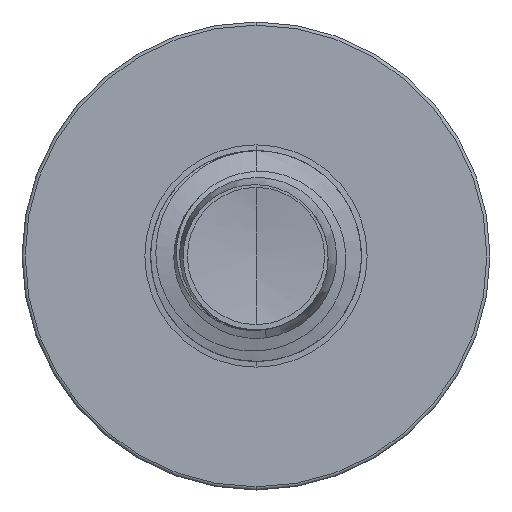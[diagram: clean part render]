
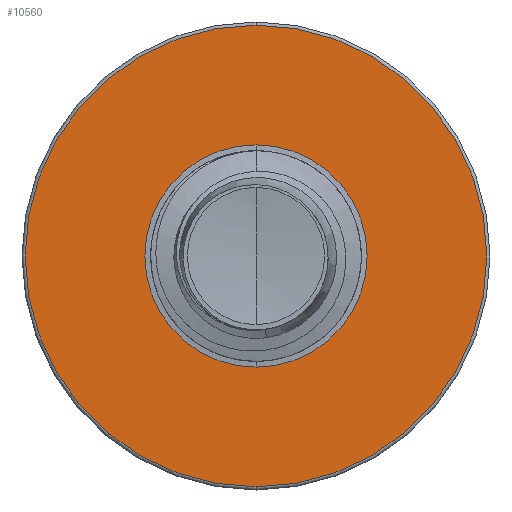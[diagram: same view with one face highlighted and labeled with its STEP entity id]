
A CAD part, front view. The second image highlights one B-rep face of the part: STEP entity #10560.
In plain terms, the highlighted planar face has unit normal (0, -1, 0).
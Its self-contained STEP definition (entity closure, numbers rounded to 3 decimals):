
#808 = DIRECTION ( 'NONE',  ( 0., 1., 0. ) ) ;
#1737 = CIRCLE ( 'NONE', #28631, 4.933 ) ;
#5710 = VERTEX_POINT ( 'NONE', #28565 ) ;
#6003 = DIRECTION ( 'NONE',  ( 0., 1., 0. ) ) ;
#6033 = AXIS2_PLACEMENT_3D ( 'NONE', #32168, #14840, #35046 ) ;
#8226 = CIRCLE ( 'NONE', #6033, 2.375 ) ;
#10560 = ADVANCED_FACE ( 'NONE', ( #23800, #18766 ), #14923, .F. ) ;
#10700 = VERTEX_POINT ( 'NONE', #35253 ) ;
#12265 = EDGE_CURVE ( 'NONE', #35036, #10700, #19221, .T. ) ;
#12786 = CIRCLE ( 'NONE', #19687, 4.933 ) ;
#12948 = VERTEX_POINT ( 'NONE', #33402 ) ;
#13329 = CARTESIAN_POINT ( 'NONE',  ( 0., 17.5, 0. ) ) ;
#13726 = EDGE_LOOP ( 'NONE', ( #18302, #17836 ) ) ;
#14840 = DIRECTION ( 'NONE',  ( 0., 1., 0. ) ) ;
#14923 = PLANE ( 'NONE',  #29288 ) ;
#16202 = DIRECTION ( 'NONE',  ( 0., 0., 1. ) ) ;
#17836 = ORIENTED_EDGE ( 'NONE', *, *, #27048, .F. ) ;
#17857 = DIRECTION ( 'NONE',  ( 0., 0., 1. ) ) ;
#18256 = CARTESIAN_POINT ( 'NONE',  ( 0., 17.5, 0. ) ) ;
#18302 = ORIENTED_EDGE ( 'NONE', *, *, #20522, .F. ) ;
#18766 = FACE_BOUND ( 'NONE', #24377, .T. ) ;
#19221 = CIRCLE ( 'NONE', #26679, 2.375 ) ;
#19687 = AXIS2_PLACEMENT_3D ( 'NONE', #18256, #808, #21202 ) ;
#20212 = ORIENTED_EDGE ( 'NONE', *, *, #25273, .T. ) ;
#20522 = EDGE_CURVE ( 'NONE', #12948, #5710, #12786, .T. ) ;
#21202 = DIRECTION ( 'NONE',  ( 0., 0., 1. ) ) ;
#23417 = CARTESIAN_POINT ( 'NONE',  ( 0., 17.5, 0. ) ) ;
#23800 = FACE_OUTER_BOUND ( 'NONE', #13726, .T. ) ;
#24377 = EDGE_LOOP ( 'NONE', ( #34323, #20212 ) ) ;
#25273 = EDGE_CURVE ( 'NONE', #10700, #35036, #8226, .T. ) ;
#26308 = DIRECTION ( 'NONE',  ( 0., 0., 1. ) ) ;
#26679 = AXIS2_PLACEMENT_3D ( 'NONE', #23417, #6003, #26308 ) ;
#27048 = EDGE_CURVE ( 'NONE', #5710, #12948, #1737, .T. ) ;
#28565 = CARTESIAN_POINT ( 'NONE',  ( 0., 17.5, -4.932 ) ) ;
#28631 = AXIS2_PLACEMENT_3D ( 'NONE', #13329, #33514, #16202 ) ;
#29288 = AXIS2_PLACEMENT_3D ( 'NONE', #31764, #35132, #17857 ) ;
#31764 = CARTESIAN_POINT ( 'NONE',  ( 0., 17.5, -2.375 ) ) ;
#32168 = CARTESIAN_POINT ( 'NONE',  ( 0., 17.5, 0. ) ) ;
#32983 = CARTESIAN_POINT ( 'NONE',  ( 0., 17.5, 2.375 ) ) ;
#33402 = CARTESIAN_POINT ( 'NONE',  ( 0., 17.5, 4.933 ) ) ;
#33514 = DIRECTION ( 'NONE',  ( 0., 1., 0. ) ) ;
#34323 = ORIENTED_EDGE ( 'NONE', *, *, #12265, .T. ) ;
#35036 = VERTEX_POINT ( 'NONE', #32983 ) ;
#35046 = DIRECTION ( 'NONE',  ( 0., 0., 1. ) ) ;
#35132 = DIRECTION ( 'NONE',  ( 0., 1., 0. ) ) ;
#35253 = CARTESIAN_POINT ( 'NONE',  ( 0., 17.5, -2.375 ) ) ;
